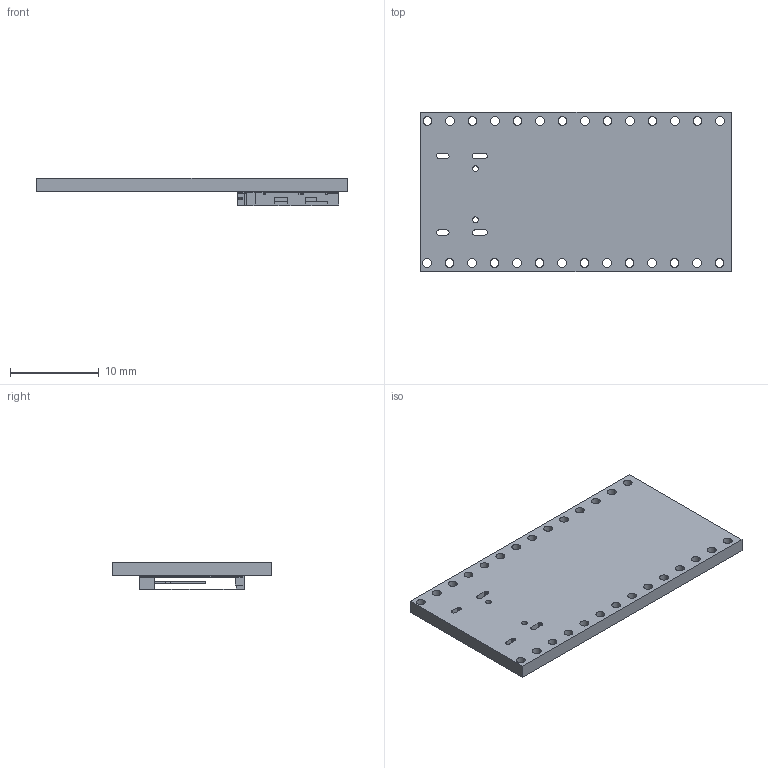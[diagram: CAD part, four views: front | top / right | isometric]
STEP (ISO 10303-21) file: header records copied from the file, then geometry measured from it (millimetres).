
FILE_DESCRIPTION(('KiCad electronic assembly'),'2;1');
FILE_NAME('Roboty_rev1.step','2023-10-14T17:07:24',('Pcbnew'),('Kicad'), 'Open CASCADE STEP processor 7.7','KiCad to STEP converter','Unknown' );
FILE_SCHEMA(('AUTOMOTIVE_DESIGN { 1 0 10303 214 1 1 1 1 }'));
Length unit declared in the file: millimetre
Products named in the file (4): Roboty_rev1 1; microSD_HC_Hirose_DM3D-SF; SOLID; Roboty_rev1 PCB
Assembly tree (3 placements, depth 3):
  Roboty_rev1 1
    microSD_HC_Hirose_DM3D-SF
      SOLID
    Roboty_rev1 PCB
Bounding box: 35 x 18 x 3.14 mm (x, y, z)
Volume: 965.9 mm3; surface area: 2064.6 mm2
Topology: 2 solids, 2 shells, 422 faces, 1178 edges, 748 vertices
Faces by surface type: plane 373, cylinder 49
Full cylindrical faces by diameter (mm): 0.65 x2, 1 x28
Entity records: 31103 total; most frequent: CARTESIAN_POINT 5068, DIRECTION 4424, LINE 3338, VECTOR 3338, ORIENTED_EDGE 2358, PCURVE 2356, DEFINITIONAL_REPRESENTATION 2356, EDGE_CURVE 1178
